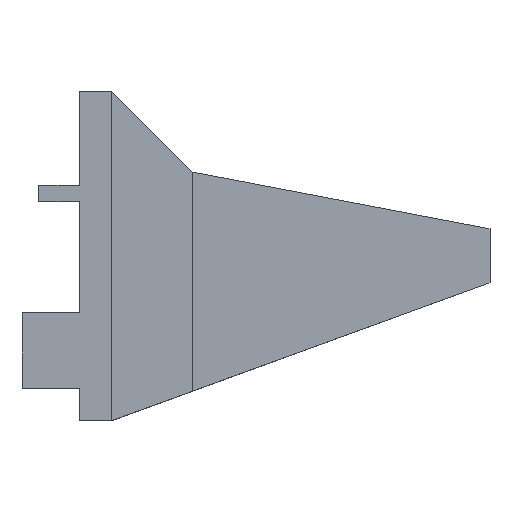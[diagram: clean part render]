
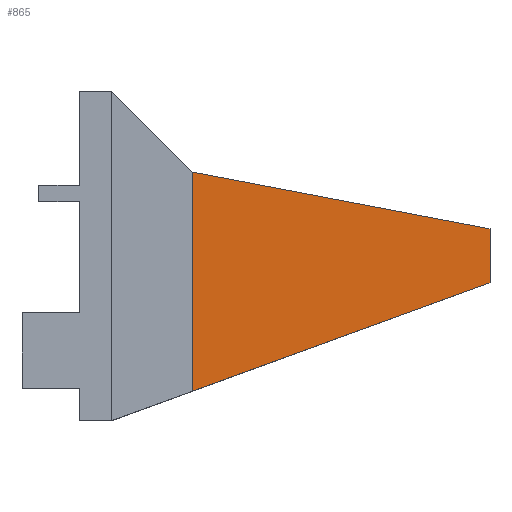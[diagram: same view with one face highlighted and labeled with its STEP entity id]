
A CAD part, top view. The second image highlights one B-rep face of the part: STEP entity #865.
In plain terms, the highlighted planar face has unit normal (0, 0, 1).
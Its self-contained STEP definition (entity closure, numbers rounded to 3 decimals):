
#275 = DIRECTION ( 'NONE',  ( -0.982, 0.188, 0. ) ) ;
#297 = FACE_OUTER_BOUND ( 'NONE', #1657, .T. ) ;
#306 = EDGE_CURVE ( 'NONE', #497, #1099, #1304, .T. ) ;
#332 = CARTESIAN_POINT ( 'NONE',  ( 16., 2.4, 37.35 ) ) ;
#419 = PLANE ( 'NONE',  #516 ) ;
#421 = VECTOR ( 'NONE', #275, 1000. ) ;
#493 = ORIENTED_EDGE ( 'NONE', *, *, #712, .T. ) ;
#497 = VERTEX_POINT ( 'NONE', #332 ) ;
#511 = ORIENTED_EDGE ( 'NONE', *, *, #306, .T. ) ;
#516 = AXIS2_PLACEMENT_3D ( 'NONE', #564, #1103, #1122 ) ;
#564 = CARTESIAN_POINT ( 'NONE',  ( 26., -13.1, 37.35 ) ) ;
#648 = CARTESIAN_POINT ( 'NONE',  ( 16., 0., 37.35 ) ) ;
#652 = LINE ( 'NONE', #1351, #421 ) ;
#660 = DIRECTION ( 'NONE',  ( 0., -1., 0. ) ) ;
#663 = CARTESIAN_POINT ( 'NONE',  ( 71., -18.1, 37.35 ) ) ;
#712 = EDGE_CURVE ( 'NONE', #1156, #1357, #1475, .T. ) ;
#865 = ADVANCED_FACE ( 'NONE', ( #297 ), #419, .F. ) ;
#958 = CARTESIAN_POINT ( 'NONE',  ( 71., -8.1, 37.35 ) ) ;
#1053 = VECTOR ( 'NONE', #1596, 1000. ) ;
#1073 = CARTESIAN_POINT ( 'NONE',  ( 16., -38.136, 37.35 ) ) ;
#1095 = EDGE_CURVE ( 'NONE', #1099, #1156, #1732, .T. ) ;
#1099 = VERTEX_POINT ( 'NONE', #1073 ) ;
#1103 = DIRECTION ( 'NONE',  ( 0., 0., -1. ) ) ;
#1122 = DIRECTION ( 'NONE',  ( 0., -1., 0. ) ) ;
#1143 = EDGE_CURVE ( 'NONE', #1357, #497, #652, .T. ) ;
#1156 = VERTEX_POINT ( 'NONE', #1323 ) ;
#1229 = ORIENTED_EDGE ( 'NONE', *, *, #1095, .T. ) ;
#1304 = LINE ( 'NONE', #648, #1417 ) ;
#1323 = CARTESIAN_POINT ( 'NONE',  ( 71., -18.1, 37.35 ) ) ;
#1351 = CARTESIAN_POINT ( 'NONE',  ( 71., -8.1, 37.35 ) ) ;
#1357 = VERTEX_POINT ( 'NONE', #1680 ) ;
#1417 = VECTOR ( 'NONE', #660, 1000. ) ;
#1475 = LINE ( 'NONE', #958, #1053 ) ;
#1531 = ORIENTED_EDGE ( 'NONE', *, *, #1143, .T. ) ;
#1596 = DIRECTION ( 'NONE',  ( 0., 1., 0. ) ) ;
#1604 = DIRECTION ( 'NONE',  ( 0.94, 0.342, 0. ) ) ;
#1641 = VECTOR ( 'NONE', #1604, 1000. ) ;
#1657 = EDGE_LOOP ( 'NONE', ( #511, #1229, #493, #1531 ) ) ;
#1680 = CARTESIAN_POINT ( 'NONE',  ( 71., -8.1, 37.35 ) ) ;
#1732 = LINE ( 'NONE', #663, #1641 ) ;
